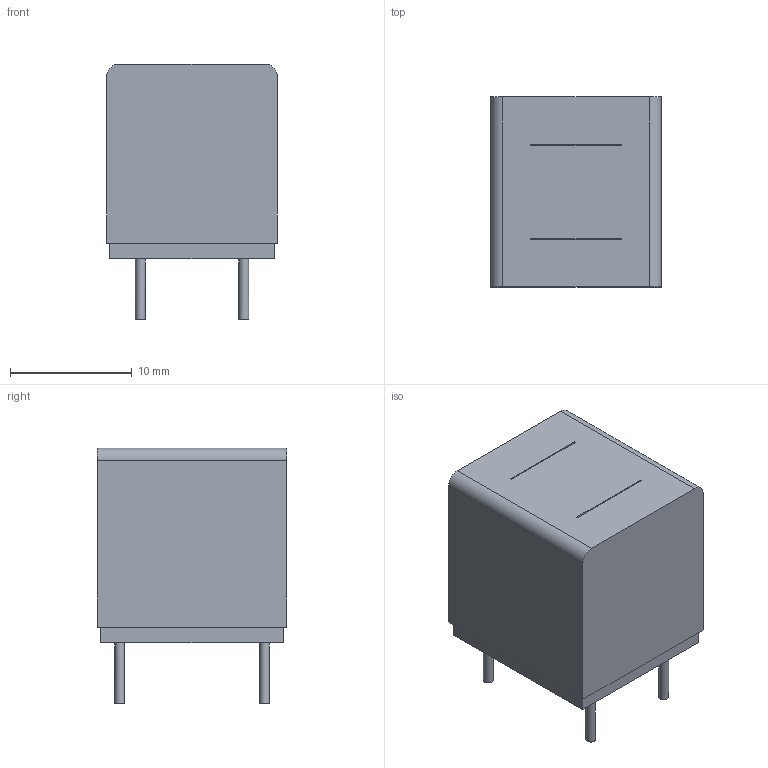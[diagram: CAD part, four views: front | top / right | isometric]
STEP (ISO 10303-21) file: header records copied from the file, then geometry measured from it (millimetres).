
FILE_DESCRIPTION(/* description */ ('Unknown'),/* implementation_level */ '2;1');
FILE_NAME(/* name */ 'L_Wurth_WE-HIDA-1415_Drill1.2mm',/* time_stamp */ '2025-06-04T13:58:53+08:00',/* author */ ('Unknown'),/* organization */ ('Unknown'),/* preprocessor_version */ 'ST-DEVELOPER v19.4',/* originating_system */ 'Solid Edge',/* authorisation */ 'Unknown');
FILE_SCHEMA (('AUTOMOTIVE_DESIGN {1 0 10303 214 3 1 1}'));
Length unit declared in the file: millimetre
Products named in the file (2): L_Wurth_WE-HIDA-1415_Drill1.2mm
Assembly tree (1 placements, depth 2):
  L_Wurth_WE-HIDA-1415_Drill1.2mm
    L_Wurth_WE-HIDA-1415_Drill1.2mm
Bounding box: 14 x 15.6 x 21 mm (x, y, z)
Surface area: 3447.6 mm2 (no closed solid volume)
Topology: 0 solids, 1 shells, 179 faces, 613 edges, 406 vertices
Faces by surface type: plane 98, bspline 59, cylinder 20, torus 2
Full cylindrical faces by diameter (mm): 0.8 x4, 0.9 x1, 7.3 x1, 7.35 x3
Entity records: 16228 total; most frequent: CARTESIAN_POINT 10742, ORIENTED_EDGE 1102, EDGE_CURVE 551, DIRECTION 545, VERTEX_POINT 378, B_SPLINE_CURVE_WITH_KNOTS 272, EDGE_LOOP 239, FACE_BOUND 239
